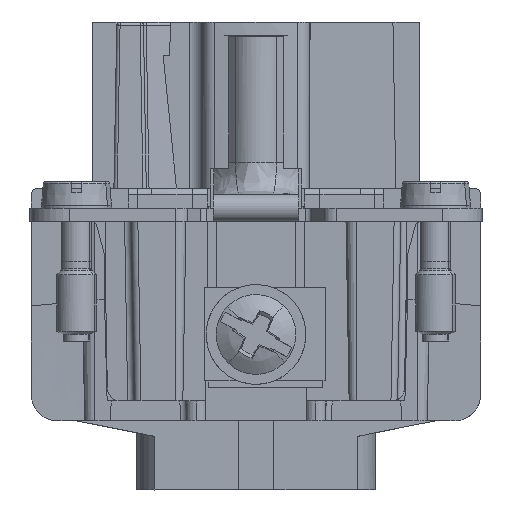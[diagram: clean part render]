
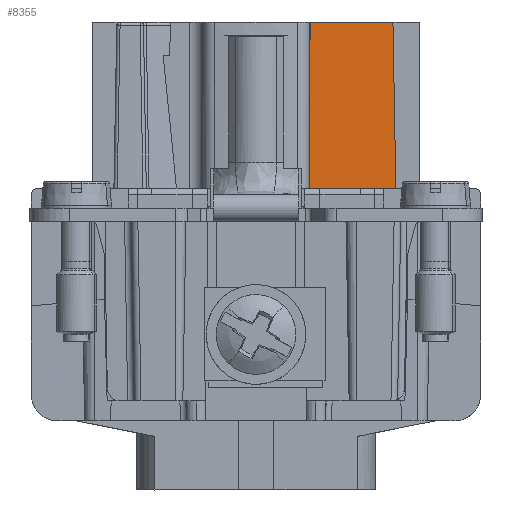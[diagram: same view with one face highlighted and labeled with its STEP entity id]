
A CAD part, front view. The second image highlights one B-rep face of the part: STEP entity #8355.
In plain terms, the highlighted planar face has unit normal (0, -1, 0.018).
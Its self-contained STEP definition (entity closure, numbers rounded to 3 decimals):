
#8332=AXIS2_PLACEMENT_3D('Plane Axis2P3D',#8329,#8330,#8331) ;
#3881=CARTESIAN_POINT('Vertex',(27.518,13.952,22.7)) ;
#3884=CARTESIAN_POINT('Line Origine',(24.264,13.952,22.7)) ;
#3888=CARTESIAN_POINT('Vertex',(21.01,13.952,22.7)) ;
#8314=CARTESIAN_POINT('Vertex',(27.3,14.171,35.2)) ;
#8317=CARTESIAN_POINT('Line Origine',(27.409,14.062,28.95)) ;
#8329=CARTESIAN_POINT('Axis2P3D Location',(20.8,14.171,35.2)) ;
#8335=CARTESIAN_POINT('Control Point',(21.068,14.171,35.2)) ;
#8336=CARTESIAN_POINT('Control Point',(21.051,14.127,32.7)) ;
#8337=CARTESIAN_POINT('Control Point',(21.037,14.083,30.2)) ;
#8338=CARTESIAN_POINT('Control Point',(21.025,14.04,27.7)) ;
#8339=CARTESIAN_POINT('Control Point',(21.017,13.996,25.2)) ;
#8340=CARTESIAN_POINT('Control Point',(21.01,13.952,22.7)) ;
#8341=CARTESIAN_POINT('Vertex',(21.068,14.171,35.2)) ;
#8344=CARTESIAN_POINT('Line Origine',(24.184,14.171,35.2)) ;
#3885=DIRECTION('Vector Direction',(1.,0.,0.)) ;
#8318=DIRECTION('Vector Direction',(-0.017,0.017,1.)) ;
#8330=DIRECTION('Axis2P3D Direction',(0.,1.,-0.017)) ;
#8331=DIRECTION('Axis2P3D XDirection',(1.,0.,0.)) ;
#8345=DIRECTION('Vector Direction',(1.,0.,0.)) ;
#3886=VECTOR('Line Direction',#3885,1.) ;
#8319=VECTOR('Line Direction',#8318,1.) ;
#8346=VECTOR('Line Direction',#8345,1.) ;
#8350=ORIENTED_EDGE('',*,*,#8343,.T.) ;
#8351=ORIENTED_EDGE('',*,*,#3890,.T.) ;
#8352=ORIENTED_EDGE('',*,*,#8321,.T.) ;
#8353=ORIENTED_EDGE('',*,*,#8348,.F.) ;
#8355=ADVANCED_FACE('Hauptk\X2\00F6\X0\rper',(#8354),#8333,.F.) ;
#8334=B_SPLINE_CURVE_WITH_KNOTS('',5,(#8335,#8336,#8337,#8338,#8339,#8340),.UNSPECIFIED.,.F.,.U.,(6,6),(0.,17.681),.UNSPECIFIED.) ;
#3890=EDGE_CURVE('',#3889,#3882,#3887,.T.) ;
#8321=EDGE_CURVE('',#3882,#8315,#8320,.T.) ;
#8343=EDGE_CURVE('',#8342,#3889,#8334,.T.) ;
#8348=EDGE_CURVE('',#8342,#8315,#8347,.T.) ;
#8349=EDGE_LOOP('',(#8350,#8351,#8352,#8353)) ;
#8354=FACE_OUTER_BOUND('',#8349,.T.) ;
#3887=LINE('Line',#3884,#3886) ;
#8320=LINE('Line',#8317,#8319) ;
#8347=LINE('Line',#8344,#8346) ;
#8333=PLANE('',#8332) ;
#3882=VERTEX_POINT('',#3881) ;
#3889=VERTEX_POINT('',#3888) ;
#8315=VERTEX_POINT('',#8314) ;
#8342=VERTEX_POINT('',#8341) ;
